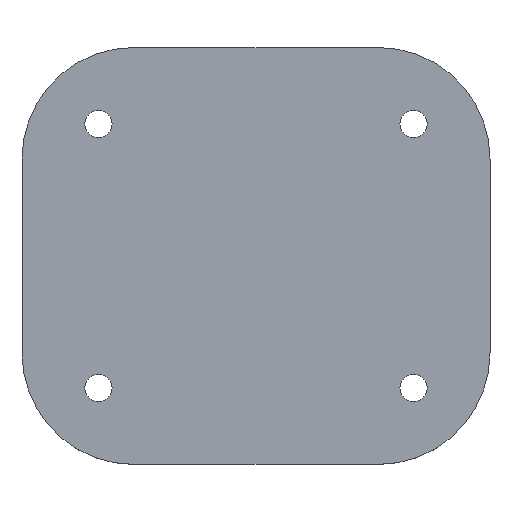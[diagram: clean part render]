
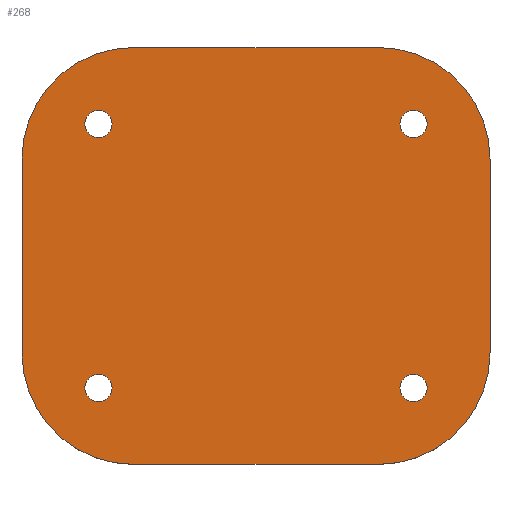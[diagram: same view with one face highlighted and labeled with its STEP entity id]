
A CAD part, top view. The second image highlights one B-rep face of the part: STEP entity #268.
In plain terms, the highlighted planar face has unit normal (0, 0, 1).
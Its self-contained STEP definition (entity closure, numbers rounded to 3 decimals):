
#19=FACE_BOUND('',#55,.T.);
#20=FACE_BOUND('',#56,.T.);
#21=FACE_BOUND('',#57,.T.);
#22=FACE_BOUND('',#58,.T.);
#26=PLANE('',#308);
#36=FACE_OUTER_BOUND('',#54,.T.);
#54=EDGE_LOOP('',(#217,#218,#219,#220,#221,#222,#223,#224));
#55=EDGE_LOOP('',(#225));
#56=EDGE_LOOP('',(#226));
#57=EDGE_LOOP('',(#227));
#58=EDGE_LOOP('',(#228));
#71=LINE('',#428,#91);
#77=LINE('',#453,#97);
#79=LINE('',#459,#99);
#80=LINE('',#461,#100);
#91=VECTOR('',#347,10.);
#97=VECTOR('',#371,10.);
#99=VECTOR('',#377,10.);
#100=VECTOR('',#380,10.);
#105=CIRCLE('',#290,1.1);
#107=CIRCLE('',#293,1.1);
#110=CIRCLE('',#297,9.);
#116=CIRCLE('',#306,9.);
#117=CIRCLE('',#309,9.);
#118=CIRCLE('',#310,9.);
#119=CIRCLE('',#311,1.1);
#120=CIRCLE('',#312,1.1);
#121=VERTEX_POINT('',#403);
#123=VERTEX_POINT('',#409);
#127=VERTEX_POINT('',#418);
#128=VERTEX_POINT('',#420);
#130=VERTEX_POINT('',#426);
#138=VERTEX_POINT('',#446);
#139=VERTEX_POINT('',#447);
#140=VERTEX_POINT('',#452);
#141=VERTEX_POINT('',#456);
#142=VERTEX_POINT('',#458);
#143=VERTEX_POINT('',#462);
#144=VERTEX_POINT('',#464);
#145=EDGE_CURVE('',#121,#121,#105,.T.);
#148=EDGE_CURVE('',#123,#123,#107,.T.);
#153=EDGE_CURVE('',#127,#128,#110,.T.);
#157=EDGE_CURVE('',#130,#127,#71,.F.);
#166=EDGE_CURVE('',#138,#139,#116,.T.);
#169=EDGE_CURVE('',#139,#140,#77,.F.);
#171=EDGE_CURVE('',#141,#130,#117,.T.);
#172=EDGE_CURVE('',#142,#141,#79,.F.);
#173=EDGE_CURVE('',#140,#142,#118,.T.);
#174=EDGE_CURVE('',#138,#128,#80,.T.);
#175=EDGE_CURVE('',#143,#143,#119,.T.);
#176=EDGE_CURVE('',#144,#144,#120,.T.);
#217=ORIENTED_EDGE('',*,*,#153,.F.);
#218=ORIENTED_EDGE('',*,*,#157,.F.);
#219=ORIENTED_EDGE('',*,*,#171,.F.);
#220=ORIENTED_EDGE('',*,*,#172,.F.);
#221=ORIENTED_EDGE('',*,*,#173,.F.);
#222=ORIENTED_EDGE('',*,*,#169,.F.);
#223=ORIENTED_EDGE('',*,*,#166,.F.);
#224=ORIENTED_EDGE('',*,*,#174,.T.);
#225=ORIENTED_EDGE('',*,*,#145,.T.);
#226=ORIENTED_EDGE('',*,*,#148,.T.);
#227=ORIENTED_EDGE('',*,*,#175,.F.);
#228=ORIENTED_EDGE('',*,*,#176,.F.);
#268=ADVANCED_FACE('',(#36,#19,#20,#21,#22),#26,.F.);
#290=AXIS2_PLACEMENT_3D('',#404,#323,#324);
#293=AXIS2_PLACEMENT_3D('',#410,#330,#331);
#297=AXIS2_PLACEMENT_3D('',#421,#340,#341);
#306=AXIS2_PLACEMENT_3D('',#448,#365,#366);
#308=AXIS2_PLACEMENT_3D('',#455,#373,#374);
#309=AXIS2_PLACEMENT_3D('',#457,#375,#376);
#310=AXIS2_PLACEMENT_3D('',#460,#378,#379);
#311=AXIS2_PLACEMENT_3D('',#463,#381,#382);
#312=AXIS2_PLACEMENT_3D('',#465,#383,#384);
#323=DIRECTION('center_axis',(0.,0.,-1.));
#324=DIRECTION('ref_axis',(1.,0.,0.));
#330=DIRECTION('center_axis',(0.,0.,-1.));
#331=DIRECTION('ref_axis',(1.,0.,0.));
#340=DIRECTION('center_axis',(0.,0.,-1.));
#341=DIRECTION('ref_axis',(-0.707,-0.707,0.));
#347=DIRECTION('',(1.,0.,0.));
#365=DIRECTION('center_axis',(0.,0.,-1.));
#366=DIRECTION('ref_axis',(-0.707,0.707,0.));
#371=DIRECTION('',(-1.,0.,0.));
#373=DIRECTION('center_axis',(0.,0.,-1.));
#374=DIRECTION('ref_axis',(-1.,0.,0.));
#375=DIRECTION('center_axis',(0.,0.,-1.));
#376=DIRECTION('ref_axis',(0.707,-0.707,0.));
#377=DIRECTION('',(0.,1.,0.));
#378=DIRECTION('center_axis',(0.,0.,-1.));
#379=DIRECTION('ref_axis',(0.707,0.707,0.));
#380=DIRECTION('',(0.,-1.,0.));
#381=DIRECTION('center_axis',(0.,0.,1.));
#382=DIRECTION('ref_axis',(-1.,0.,0.));
#383=DIRECTION('center_axis',(0.,0.,1.));
#384=DIRECTION('ref_axis',(-1.,0.,0.));
#403=CARTESIAN_POINT('',(129.238,29.125,3.));
#404=CARTESIAN_POINT('Origin',(130.338,29.125,3.));
#409=CARTESIAN_POINT('',(129.238,50.431,3.));
#410=CARTESIAN_POINT('Origin',(130.338,50.431,3.));
#418=CARTESIAN_POINT('',(133.166,22.953,3.));
#420=CARTESIAN_POINT('',(124.166,31.953,3.));
#421=CARTESIAN_POINT('Origin',(133.166,31.953,3.));
#426=CARTESIAN_POINT('',(152.941,22.953,3.));
#428=CARTESIAN_POINT('',(81.728,22.953,3.));
#446=CARTESIAN_POINT('',(124.166,47.603,3.));
#447=CARTESIAN_POINT('',(133.166,56.603,3.));
#448=CARTESIAN_POINT('Origin',(133.166,47.603,3.));
#452=CARTESIAN_POINT('',(152.941,56.603,3.));
#453=CARTESIAN_POINT('',(-81.697,56.603,3.));
#455=CARTESIAN_POINT('Origin',(0.016,39.778,3.));
#456=CARTESIAN_POINT('',(161.941,31.953,3.));
#457=CARTESIAN_POINT('Origin',(152.941,31.953,3.));
#458=CARTESIAN_POINT('',(161.941,47.603,3.));
#459=CARTESIAN_POINT('',(161.941,48.94,3.));
#460=CARTESIAN_POINT('Origin',(152.941,47.603,3.));
#461=CARTESIAN_POINT('',(124.166,31.365,3.));
#462=CARTESIAN_POINT('',(156.869,50.431,3.));
#463=CARTESIAN_POINT('Origin',(155.769,50.431,3.));
#464=CARTESIAN_POINT('',(156.869,29.125,3.));
#465=CARTESIAN_POINT('Origin',(155.769,29.125,3.));
